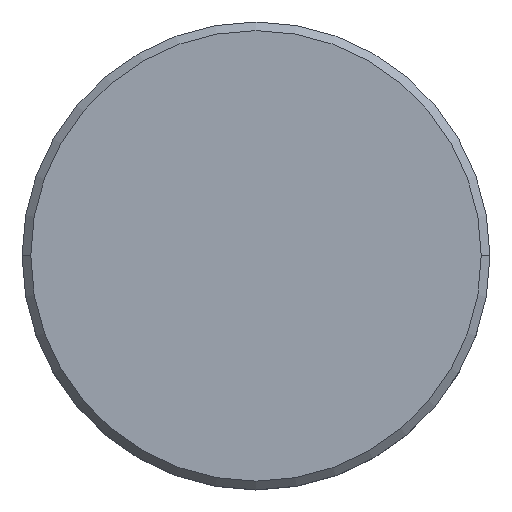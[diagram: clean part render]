
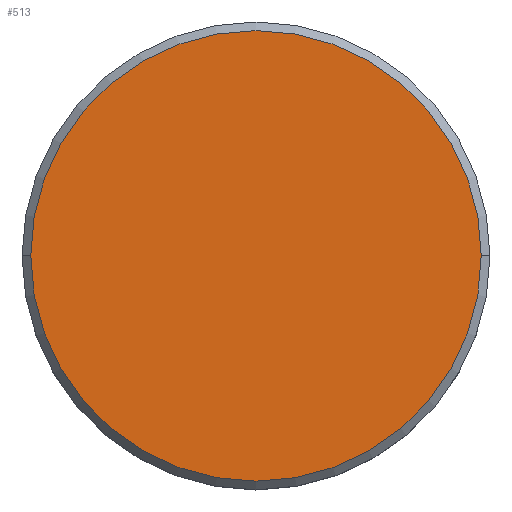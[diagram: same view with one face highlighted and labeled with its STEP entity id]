
A CAD part, top view. The second image highlights one B-rep face of the part: STEP entity #513.
In plain terms, the highlighted planar face has unit normal (0, 0, 1).
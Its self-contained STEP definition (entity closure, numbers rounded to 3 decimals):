
#13 = CARTESIAN_POINT ( 'NONE',  ( 0., 0., 0. ) ) ;
#23 = EDGE_CURVE ( 'NONE', #385, #264, #587, .T. ) ;
#42 = EDGE_CURVE ( 'NONE', #264, #385, #471, .T. ) ;
#178 = CARTESIAN_POINT ( 'NONE',  ( 0., 0., 0. ) ) ;
#191 = AXIS2_PLACEMENT_3D ( 'NONE', #178, #860, #442 ) ;
#225 = AXIS2_PLACEMENT_3D ( 'NONE', #13, #238, #396 ) ;
#238 = DIRECTION ( 'NONE',  ( 0., 0., 1. ) ) ;
#264 = VERTEX_POINT ( 'NONE', #464 ) ;
#288 = DIRECTION ( 'NONE',  ( 1., 0., 0. ) ) ;
#333 = CARTESIAN_POINT ( 'NONE',  ( -13., 0., 0. ) ) ;
#339 = FACE_OUTER_BOUND ( 'NONE', #667, .T. ) ;
#385 = VERTEX_POINT ( 'NONE', #333 ) ;
#396 = DIRECTION ( 'NONE',  ( 1., 0., 0. ) ) ;
#442 = DIRECTION ( 'NONE',  ( 1., 0., 0. ) ) ;
#464 = CARTESIAN_POINT ( 'NONE',  ( 13., 0., 0. ) ) ;
#471 = CIRCLE ( 'NONE', #225, 13. ) ;
#513 = ADVANCED_FACE ( 'NONE', ( #339 ), #881, .T. ) ;
#532 = AXIS2_PLACEMENT_3D ( 'NONE', #656, #1061, #288 ) ;
#587 = CIRCLE ( 'NONE', #532, 13. ) ;
#612 = ORIENTED_EDGE ( 'NONE', *, *, #23, .T. ) ;
#656 = CARTESIAN_POINT ( 'NONE',  ( 0., 0., 0. ) ) ;
#667 = EDGE_LOOP ( 'NONE', ( #612, #956 ) ) ;
#860 = DIRECTION ( 'NONE',  ( 0., 0., 1. ) ) ;
#881 = PLANE ( 'NONE',  #191 ) ;
#956 = ORIENTED_EDGE ( 'NONE', *, *, #42, .T. ) ;
#1061 = DIRECTION ( 'NONE',  ( 0., 0., 1. ) ) ;
